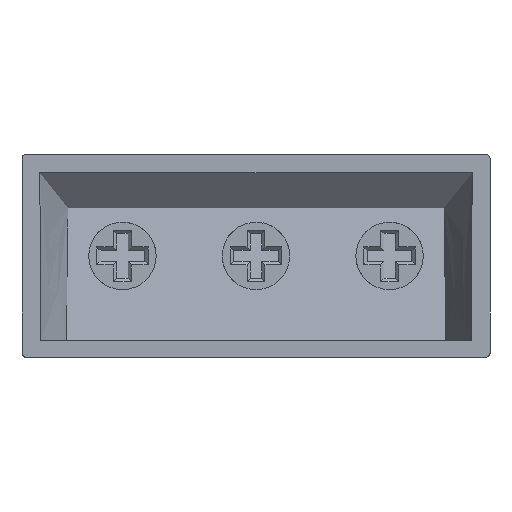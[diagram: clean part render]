
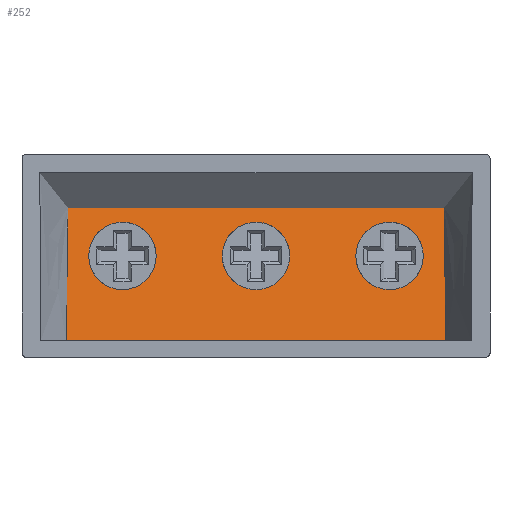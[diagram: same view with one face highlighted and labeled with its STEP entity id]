
A CAD part, front view. The second image highlights one B-rep face of the part: STEP entity #252.
In plain terms, the highlighted planar face has unit normal (0, -0.981, 0.193).
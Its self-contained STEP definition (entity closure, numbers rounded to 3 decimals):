
#40 = FACE_OUTER_BOUND ( 'NONE', #2327, .T. ) ;
#80 = CARTESIAN_POINT ( 'NONE',  ( 32.75, 6.845, -6.04 ) ) ;
#119 = CARTESIAN_POINT ( 'NONE',  ( 20.85, 5.664, -12.04 ) ) ;
#129 = CARTESIAN_POINT ( 'NONE',  ( 20.85, 6.845, -6.04 ) ) ;
#133 = EDGE_CURVE ( 'NONE', #481, #1683, #1223, .T. ) ;
#201 = CARTESIAN_POINT ( 'NONE',  ( 3.942, 4.766, -16.6 ) ) ;
#252 = ADVANCED_FACE ( 'NONE', ( #375, #3576, #2583, #40 ), #1591, .F. ) ;
#375 = FACE_BOUND ( 'NONE', #1485, .T. ) ;
#396 = CARTESIAN_POINT ( 'NONE',  ( 32.75, 5.664, -12.04 ) ) ;
#414 = EDGE_CURVE ( 'NONE', #1880, #4134, #1079, .T. ) ;
#446 = CARTESIAN_POINT ( 'NONE',  ( 32.75, 5.664, -12.04 ) ) ;
#481 = VERTEX_POINT ( 'NONE', #572 ) ;
#515 = EDGE_CURVE ( 'NONE', #1880, #4109, #696, .T. ) ;
#529 = CARTESIAN_POINT ( 'NONE',  ( 8.95, 5.664, -12.04 ) ) ;
#537 = CARTESIAN_POINT ( 'NONE',  ( 4.047, 6.32, -8.708 ) ) ;
#572 = CARTESIAN_POINT ( 'NONE',  ( 32.75, 6.845, -6.04 ) ) ;
#586 = CARTESIAN_POINT ( 'NONE',  ( 20.85, 6.845, -6.04 ) ) ;
#637 = DIRECTION ( 'NONE',  ( 0., 0.981, -0.193 ) ) ;
#696 = B_SPLINE_CURVE_WITH_KNOTS ( 'NONE', 3,
 ( #201, #1477, #537, #2138 ),
 .UNSPECIFIED., .F., .F.,
 ( 4, 4 ),
 ( 0., 0.012 ),
 .UNSPECIFIED. ) ;
#753 = CARTESIAN_POINT ( 'NONE',  ( 32.75, 6.845, -6.04 ) ) ;
#817 = EDGE_CURVE ( 'NONE', #3713, #2282, #3254, .T. ) ;
#824 =( BOUNDED_CURVE ( )  B_SPLINE_CURVE ( 3, ( #396, #1678, #2961, #80 ),
 .UNSPECIFIED., .F., .T. ) 
 B_SPLINE_CURVE_WITH_KNOTS ( ( 4, 4 ),
 ( 0., 3.142 ),
 .UNSPECIFIED. ) 
 CURVE ( )  GEOMETRIC_REPRESENTATION_ITEM ( )  RATIONAL_B_SPLINE_CURVE ( ( 1., 0.333, 0.333, 1. ) ) 
 REPRESENTATION_ITEM ( '' )  );
#830 = CARTESIAN_POINT ( 'NONE',  ( 20.85, 5.664, -12.04 ) ) ;
#836 = VERTEX_POINT ( 'NONE', #1349 ) ;
#863 = EDGE_CURVE ( 'NONE', #836, #1583, #1528, .T. ) ;
#877 = VECTOR ( 'NONE', #2374, 1000. ) ;
#995 = ORIENTED_EDGE ( 'NONE', *, *, #817, .F. ) ;
#1058 = ORIENTED_EDGE ( 'NONE', *, *, #133, .F. ) ;
#1069 = ORIENTED_EDGE ( 'NONE', *, *, #515, .F. ) ;
#1073 = CARTESIAN_POINT ( 'NONE',  ( 26.85, 5.664, -12.04 ) ) ;
#1079 = LINE ( 'NONE', #2077, #877 ) ;
#1108 = ORIENTED_EDGE ( 'NONE', *, *, #2686, .F. ) ;
#1128 = EDGE_LOOP ( 'NONE', ( #4089, #3092 ) ) ;
#1134 = B_SPLINE_CURVE_WITH_KNOTS ( 'NONE', 3,
 ( #2135, #1159, #2472, #3777 ),
 .UNSPECIFIED., .F., .F.,
 ( 4, 4 ),
 ( 0., 0.012 ),
 .UNSPECIFIED. ) ;
#1144 = CARTESIAN_POINT ( 'NONE',  ( 8.95, 6.845, -6.04 ) ) ;
#1159 = CARTESIAN_POINT ( 'NONE',  ( 37.653, 6.32, -8.708 ) ) ;
#1223 =( BOUNDED_CURVE ( )  B_SPLINE_CURVE ( 3, ( #753, #2716, #3692, #446 ),
 .UNSPECIFIED., .F., .T. ) 
 B_SPLINE_CURVE_WITH_KNOTS ( ( 4, 4 ),
 ( 3.142, 6.283 ),
 .UNSPECIFIED. ) 
 CURVE ( )  GEOMETRIC_REPRESENTATION_ITEM ( )  RATIONAL_B_SPLINE_CURVE ( ( 1., 0.333, 0.333, 1. ) ) 
 REPRESENTATION_ITEM ( '' )  );
#1249 =( BOUNDED_CURVE ( )  B_SPLINE_CURVE ( 3, ( #1689, #2666, #2974, #2594 ),
 .UNSPECIFIED., .F., .T. ) 
 B_SPLINE_CURVE_WITH_KNOTS ( ( 4, 4 ),
 ( 3.142, 6.283 ),
 .UNSPECIFIED. ) 
 CURVE ( )  GEOMETRIC_REPRESENTATION_ITEM ( )  RATIONAL_B_SPLINE_CURVE ( ( 1., 0.333, 0.333, 1. ) ) 
 REPRESENTATION_ITEM ( '' )  );
#1285 = VECTOR ( 'NONE', #2930, 1000. ) ;
#1304 = EDGE_CURVE ( 'NONE', #4109, #1688, #4162, .T. ) ;
#1349 = CARTESIAN_POINT ( 'NONE',  ( 8.95, 5.664, -12.04 ) ) ;
#1477 = CARTESIAN_POINT ( 'NONE',  ( 4.003, 5.543, -12.654 ) ) ;
#1485 = EDGE_LOOP ( 'NONE', ( #3281, #1058 ) ) ;
#1528 =( BOUNDED_CURVE ( )  B_SPLINE_CURVE ( 3, ( #529, #1813, #3097, #4080 ),
 .UNSPECIFIED., .F., .T. ) 
 B_SPLINE_CURVE_WITH_KNOTS ( ( 4, 4 ),
 ( 0., 3.142 ),
 .UNSPECIFIED. ) 
 CURVE ( )  GEOMETRIC_REPRESENTATION_ITEM ( )  RATIONAL_B_SPLINE_CURVE ( ( 1., 0.333, 0.333, 1. ) ) 
 REPRESENTATION_ITEM ( '' )  );
#1583 = VERTEX_POINT ( 'NONE', #1144 ) ;
#1591 = PLANE ( 'NONE',  #3169 ) ;
#1592 = EDGE_LOOP ( 'NONE', ( #995, #1108 ) ) ;
#1678 = CARTESIAN_POINT ( 'NONE',  ( 38.75, 5.664, -12.04 ) ) ;
#1683 = VERTEX_POINT ( 'NONE', #1925 ) ;
#1688 = VERTEX_POINT ( 'NONE', #1996 ) ;
#1689 = CARTESIAN_POINT ( 'NONE',  ( 8.95, 6.845, -6.04 ) ) ;
#1723 = CARTESIAN_POINT ( 'NONE',  ( 3.942, 4.766, -16.6 ) ) ;
#1813 = CARTESIAN_POINT ( 'NONE',  ( 14.95, 5.664, -12.04 ) ) ;
#1880 = VERTEX_POINT ( 'NONE', #1723 ) ;
#1925 = CARTESIAN_POINT ( 'NONE',  ( 32.75, 5.664, -12.04 ) ) ;
#1956 =( BOUNDED_CURVE ( )  B_SPLINE_CURVE ( 3, ( #129, #3990, #2772, #830 ),
 .UNSPECIFIED., .F., .T. ) 
 B_SPLINE_CURVE_WITH_KNOTS ( ( 4, 4 ),
 ( 3.142, 6.283 ),
 .UNSPECIFIED. ) 
 CURVE ( )  GEOMETRIC_REPRESENTATION_ITEM ( )  RATIONAL_B_SPLINE_CURVE ( ( 1., 0.333, 0.333, 1. ) ) 
 REPRESENTATION_ITEM ( '' )  );
#1996 = CARTESIAN_POINT ( 'NONE',  ( 37.617, 7.096, -4.762 ) ) ;
#2077 = CARTESIAN_POINT ( 'NONE',  ( 0., 4.766, -16.6 ) ) ;
#2135 = CARTESIAN_POINT ( 'NONE',  ( 37.617, 7.096, -4.762 ) ) ;
#2138 = CARTESIAN_POINT ( 'NONE',  ( 4.083, 7.096, -4.762 ) ) ;
#2184 = EDGE_CURVE ( 'NONE', #1688, #4134, #1134, .T. ) ;
#2282 = VERTEX_POINT ( 'NONE', #586 ) ;
#2327 = EDGE_LOOP ( 'NONE', ( #2481, #2947, #1069, #3550 ) ) ;
#2364 = CARTESIAN_POINT ( 'NONE',  ( 26.85, 6.845, -6.04 ) ) ;
#2374 = DIRECTION ( 'NONE',  ( 1., 0., 0. ) ) ;
#2472 = CARTESIAN_POINT ( 'NONE',  ( 37.697, 5.543, -12.654 ) ) ;
#2481 = ORIENTED_EDGE ( 'NONE', *, *, #2184, .F. ) ;
#2583 = FACE_BOUND ( 'NONE', #1592, .T. ) ;
#2594 = CARTESIAN_POINT ( 'NONE',  ( 8.95, 5.664, -12.04 ) ) ;
#2666 = CARTESIAN_POINT ( 'NONE',  ( 2.95, 6.845, -6.04 ) ) ;
#2667 = CARTESIAN_POINT ( 'NONE',  ( 20.85, 6.845, -6.04 ) ) ;
#2686 = EDGE_CURVE ( 'NONE', #2282, #3713, #1956, .T. ) ;
#2716 = CARTESIAN_POINT ( 'NONE',  ( 26.75, 6.845, -6.04 ) ) ;
#2772 = CARTESIAN_POINT ( 'NONE',  ( 14.85, 5.664, -12.04 ) ) ;
#2872 = EDGE_CURVE ( 'NONE', #1683, #481, #824, .T. ) ;
#2905 = CARTESIAN_POINT ( 'NONE',  ( 0., 7.096, -4.762 ) ) ;
#2930 = DIRECTION ( 'NONE',  ( 1., 0., 0. ) ) ;
#2947 = ORIENTED_EDGE ( 'NONE', *, *, #1304, .F. ) ;
#2961 = CARTESIAN_POINT ( 'NONE',  ( 38.75, 6.845, -6.04 ) ) ;
#2974 = CARTESIAN_POINT ( 'NONE',  ( 2.95, 5.664, -12.04 ) ) ;
#3092 = ORIENTED_EDGE ( 'NONE', *, *, #3153, .F. ) ;
#3097 = CARTESIAN_POINT ( 'NONE',  ( 14.95, 6.845, -6.04 ) ) ;
#3153 = EDGE_CURVE ( 'NONE', #1583, #836, #1249, .T. ) ;
#3169 = AXIS2_PLACEMENT_3D ( 'NONE', #3945, #637, #3189 ) ;
#3181 = CARTESIAN_POINT ( 'NONE',  ( 37.758, 4.766, -16.6 ) ) ;
#3189 = DIRECTION ( 'NONE',  ( 0., 0.193, 0.981 ) ) ;
#3254 =( BOUNDED_CURVE ( )  B_SPLINE_CURVE ( 3, ( #119, #1073, #2364, #2667 ),
 .UNSPECIFIED., .F., .T. ) 
 B_SPLINE_CURVE_WITH_KNOTS ( ( 4, 4 ),
 ( 0., 3.142 ),
 .UNSPECIFIED. ) 
 CURVE ( )  GEOMETRIC_REPRESENTATION_ITEM ( )  RATIONAL_B_SPLINE_CURVE ( ( 1., 0.333, 0.333, 1. ) ) 
 REPRESENTATION_ITEM ( '' )  );
#3281 = ORIENTED_EDGE ( 'NONE', *, *, #2872, .F. ) ;
#3550 = ORIENTED_EDGE ( 'NONE', *, *, #414, .T. ) ;
#3576 = FACE_BOUND ( 'NONE', #1128, .T. ) ;
#3692 = CARTESIAN_POINT ( 'NONE',  ( 26.75, 5.664, -12.04 ) ) ;
#3713 = VERTEX_POINT ( 'NONE', #3753 ) ;
#3753 = CARTESIAN_POINT ( 'NONE',  ( 20.85, 5.664, -12.04 ) ) ;
#3777 = CARTESIAN_POINT ( 'NONE',  ( 37.758, 4.766, -16.6 ) ) ;
#3778 = CARTESIAN_POINT ( 'NONE',  ( 4.083, 7.096, -4.762 ) ) ;
#3945 = CARTESIAN_POINT ( 'NONE',  ( 0., 7.734, -1.522 ) ) ;
#3990 = CARTESIAN_POINT ( 'NONE',  ( 14.85, 6.845, -6.04 ) ) ;
#4080 = CARTESIAN_POINT ( 'NONE',  ( 8.95, 6.845, -6.04 ) ) ;
#4089 = ORIENTED_EDGE ( 'NONE', *, *, #863, .F. ) ;
#4109 = VERTEX_POINT ( 'NONE', #3778 ) ;
#4134 = VERTEX_POINT ( 'NONE', #3181 ) ;
#4162 = LINE ( 'NONE', #2905, #1285 ) ;
